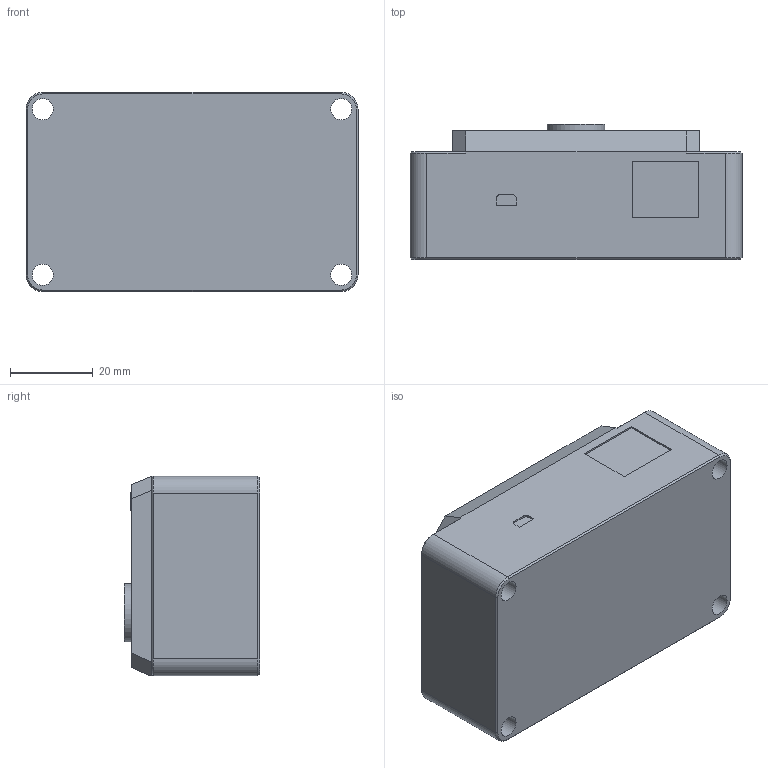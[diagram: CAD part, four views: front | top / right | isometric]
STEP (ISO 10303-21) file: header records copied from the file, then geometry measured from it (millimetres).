
FILE_DESCRIPTION(/* description */ (''),/* implementation_level */ '2;1');
FILE_NAME(/* name */ 'LIMELIGHT4CAD_STEP.stp',/* time_stamp */ '2025-01-17T09:39:50-08:00',/* author */ ('brand'),/* organization */ (''),/* preprocessor_version */ 'ST-DEVELOPER v20',/* originating_system */ 'Autodesk Inventor 2025',/* authorisation */ '');
FILE_SCHEMA (('AUTOMOTIVE_DESIGN { 1 0 10303 214 3 1 1 }'));
Length unit declared in the file: inch
Products named in the file (1): Minimal
Bounding box: 80.11 x 32.61 x 48.11 mm (x, y, z)
Volume: 106407.9 mm3; surface area: 20332.1 mm2
Topology: 1 solids, 2 shells, 358 faces, 956 edges, 632 vertices
Faces by surface type: plane 259, cylinder 83, cone 12, bspline 3, sphere 1
Full cylindrical faces by diameter (mm): 3 x1, 5.105 x4, 9.46 x1, 10.307 x1, 11.153 x1, 14 x1
Entity records: 11676 total; most frequent: CARTESIAN_POINT 2070, ORIENTED_EDGE 1912, DIRECTION 1850, EDGE_CURVE 956, LINE 762, VECTOR 762, VERTEX_POINT 632, AXIS2_PLACEMENT_3D 544
